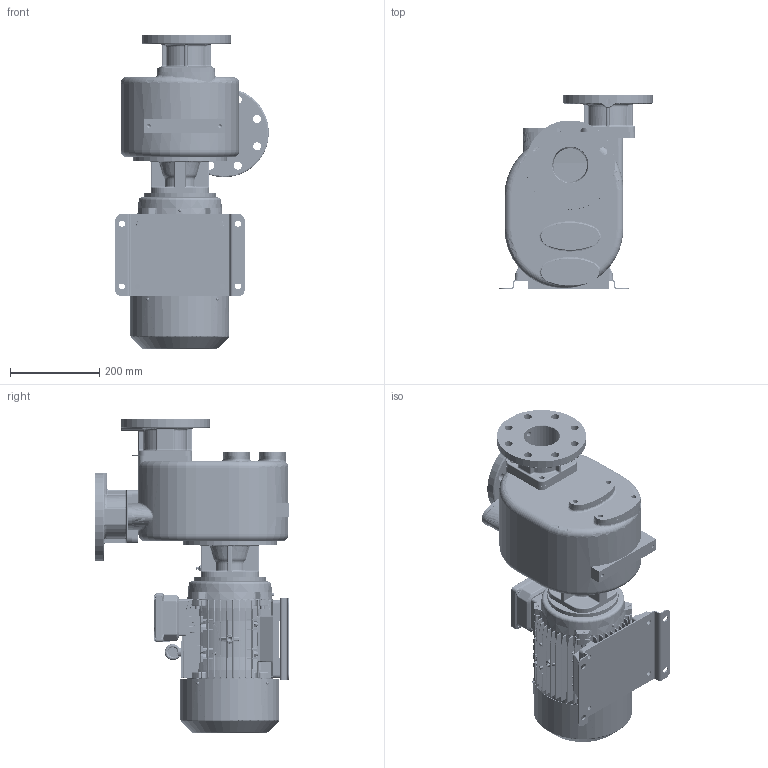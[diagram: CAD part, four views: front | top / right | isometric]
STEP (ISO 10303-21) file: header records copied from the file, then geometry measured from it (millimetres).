
FILE_DESCRIPTION((''),'2;1');
FILE_NAME('S_83_T_F_ASM','2022-04-22T11:14:52',('Nicola'),(''),'CREO PARAMETRIC BY PTC INC, 2020354','CREO PARAMETRIC BY PTC INC, 2020354','');
FILE_SCHEMA(('CONFIG_CONTROL_DESIGN'));
Products named in the file (25): CORPO_S_83_G; GUARNIZIONE_PORTINA_S_40_E; PORTINA_S_40_S; GUARNFLANGIA_MANDATA_S_80_N; FLANGIA_MANDATA_S_80_G_DIN; FLANGIA_MANDATA_S_80_G_DIN_ASM; VALVOLA_S_80_N; PORTAVALVOLA_S_80_G_DIN; PORTAVALVOLA_S_80_G_DIN_ASM; GUARNIZIONE_CORPO_S_60_E; DBA_CORPO_S_83_G_F_ASM; ANELLO_SPARTIA_B30_25-2X58X1_H; DISTANZIERE_B30; ANELLO_SOST_TEN_B30; PARAOLIO_B30_30X50X7_N; CONTROFACCIA_B30; TENUTA_B30; TENUTA_MECCANICA_D_30_3_G_ASM; INGRASSATORE_S_POMPE_S; PORTAMOTORE_S_60_3_G; DBA_PM_D30_S_60_G3_ASM; MOTORE_LAFERT_MO_S_63_T72; PIEDE_MOTORE_S_63_112_S; DBA_MOTORE_LAFERT_T72_S_63_ASM; S_83_T_F_ASM
Assembly tree (28 placements, depth 4):
  S_83_T_F_ASM
    DBA_CORPO_S_83_G_F_ASM
      CORPO_S_83_G
      GUARNIZIONE_PORTINA_S_40_E  x3
      PORTINA_S_40_S  x3
      FLANGIA_MANDATA_S_80_G_DIN_ASM
        GUARNFLANGIA_MANDATA_S_80_N
        FLANGIA_MANDATA_S_80_G_DIN
      PORTAVALVOLA_S_80_G_DIN_ASM
        VALVOLA_S_80_N
        PORTAVALVOLA_S_80_G_DIN
      GUARNIZIONE_CORPO_S_60_E
    DBA_PM_D30_S_60_G3_ASM
      TENUTA_MECCANICA_D_30_3_G_ASM
        ANELLO_SPARTIA_B30_25-2X58X1_H
        DISTANZIERE_B30
        ANELLO_SOST_TEN_B30
        PARAOLIO_B30_30X50X7_N
        CONTROFACCIA_B30
        TENUTA_B30
      INGRASSATORE_S_POMPE_S
      PORTAMOTORE_S_60_3_G
    DBA_MOTORE_LAFERT_T72_S_63_ASM
      MOTORE_LAFERT_MO_S_63_T72
      PIEDE_MOTORE_S_63_112_S
Bounding box: 343.94 x 434 x 701.99 mm (x, y, z)
Volume: 27262141.9 mm3; surface area: 2045292.9 mm2
Topology: 23 solids, 30 shells, 6756 faces, 19186 edges, 12445 vertices
Faces by surface type: plane 2627, cylinder 1877, bspline 769, cone 641, torus 370, extrusion 295, sphere 177
Entity records: 302208 total; most frequent: CARTESIAN_POINT 135122, ORIENTED_EDGE 37756, DIRECTION 30612, EDGE_CURVE 18892, VERTEX_POINT 12378, AXIS2_PLACEMENT_3D 10879, VECTOR 8854, LINE 8559
